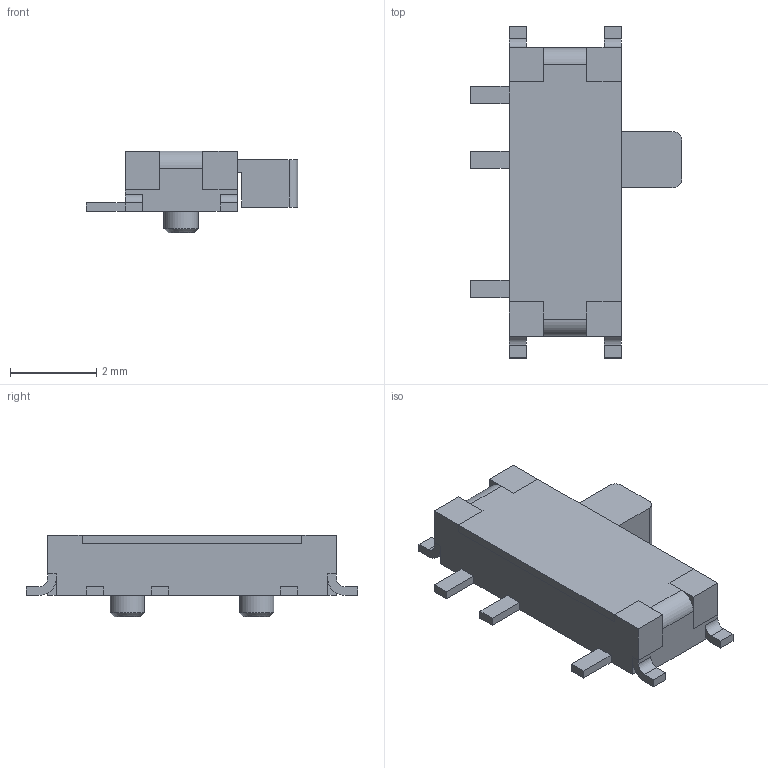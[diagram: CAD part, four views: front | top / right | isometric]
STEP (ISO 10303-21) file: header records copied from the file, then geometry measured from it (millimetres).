
FILE_DESCRIPTION(/* description */ (''),/* implementation_level */ '2;1');
FILE_NAME(/* name */ 'EG1215AA.stp',/* time_stamp */ '2018-07-31T08:40:42-05:00',/* author */ ('mroman'),/* organization */ (''),/* preprocessor_version */ 'ST-DEVELOPER v17',/* originating_system */ 'Autodesk Inventor 2018',/* authorisation */ '');
FILE_SCHEMA (('AUTOMOTIVE_DESIGN { 1 0 10303 214 3 1 1 }'));
Length unit declared in the file: millimetre
Products named in the file (1): EG1215AA
Bounding box: 4.9 x 7.7 x 1.9 mm (x, y, z)
Volume: 26.6 mm3; surface area: 81.1 mm2
Topology: 1 solids, 1 shells, 106 faces, 270 edges, 168 vertices
Faces by surface type: plane 87, cylinder 17, cone 2
Full cylindrical faces by diameter (mm): 0.8 x2
Entity records: 3165 total; most frequent: CARTESIAN_POINT 545, ORIENTED_EDGE 540, DIRECTION 524, EDGE_CURVE 270, LINE 230, VECTOR 230, VERTEX_POINT 168, AXIS2_PLACEMENT_3D 147
